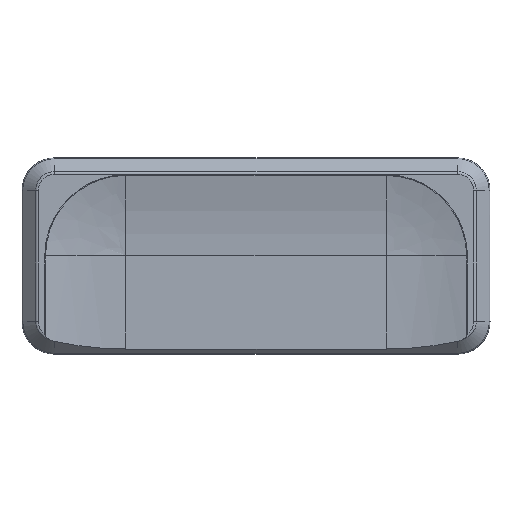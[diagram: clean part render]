
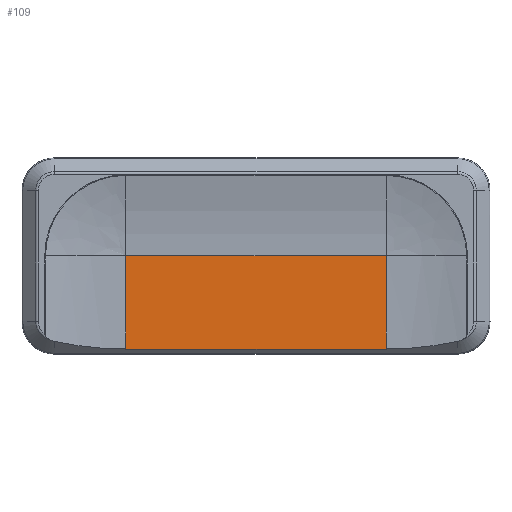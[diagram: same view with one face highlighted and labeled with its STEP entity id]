
A CAD part, top view. The second image highlights one B-rep face of the part: STEP entity #109.
In plain terms, the highlighted planar face has unit normal (0, 0, 1).
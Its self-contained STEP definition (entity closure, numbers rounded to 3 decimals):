
#109=ADVANCED_FACE('',(#202),#1364,.T.);
#202=FACE_OUTER_BOUND('',#298,.T.);
#298=EDGE_LOOP('',(#714,#715,#716,#717));
#714=ORIENTED_EDGE('',*,*,#930,.F.);
#715=ORIENTED_EDGE('',*,*,#928,.T.);
#716=ORIENTED_EDGE('',*,*,#931,.T.);
#717=ORIENTED_EDGE('',*,*,#913,.F.);
#913=EDGE_CURVE('',#1269,#1270,#1138,.T.);
#928=EDGE_CURVE('',#1257,#1252,#1143,.T.);
#930=EDGE_CURVE('',#1257,#1269,#1055,.T.);
#931=EDGE_CURVE('',#1252,#1270,#1144,.T.);
#1055=(
BOUNDED_CURVE()
B_SPLINE_CURVE(1,(#2753,#2754),.UNSPECIFIED.,.F.,.F.)
B_SPLINE_CURVE_WITH_KNOTS((2,2),(0.,7.85),.UNSPECIFIED.)
CURVE()
GEOMETRIC_REPRESENTATION_ITEM()
RATIONAL_B_SPLINE_CURVE((1.,1.))
REPRESENTATION_ITEM('')
);
#1138=B_SPLINE_CURVE_WITH_KNOTS('',1,(#2704,#2705),.UNSPECIFIED.,.F.,.F.,
(2,2),(-10.969,10.969),.UNSPECIFIED.);
#1143=B_SPLINE_CURVE_WITH_KNOTS('',1,(#2749,#2750),.UNSPECIFIED.,.F.,.F.,
(2,2),(-1.,0.),.UNSPECIFIED.);
#1144=B_SPLINE_CURVE_WITH_KNOTS('',1,(#2755,#2756),.UNSPECIFIED.,.F.,.F.,
(2,2),(0.,7.85),.UNSPECIFIED.);
#1252=VERTEX_POINT('',#2017);
#1257=VERTEX_POINT('',#2022);
#1269=VERTEX_POINT('',#2034);
#1270=VERTEX_POINT('',#2035);
#1364=PLANE('',#1436);
#1436=AXIS2_PLACEMENT_3D('',#1906,#1491,$);
#1491=DIRECTION('',(0.,0.,1.));
#1906=CARTESIAN_POINT('',(7.961,-148.384,8.624));
#2017=CARTESIAN_POINT('',(-13.977,-148.384,8.624));
#2022=CARTESIAN_POINT('',(7.961,-148.384,8.624));
#2034=CARTESIAN_POINT('',(7.961,-156.234,8.624));
#2035=CARTESIAN_POINT('',(-13.977,-156.234,8.624));
#2704=CARTESIAN_POINT('',(7.961,-156.234,8.624));
#2705=CARTESIAN_POINT('',(-13.977,-156.234,8.624));
#2749=CARTESIAN_POINT('',(7.961,-148.384,8.624));
#2750=CARTESIAN_POINT('',(-13.977,-148.384,8.624));
#2753=CARTESIAN_POINT('',(7.961,-148.384,8.624));
#2754=CARTESIAN_POINT('',(7.961,-156.234,8.624));
#2755=CARTESIAN_POINT('',(-13.977,-148.384,8.624));
#2756=CARTESIAN_POINT('',(-13.977,-156.234,8.624));
